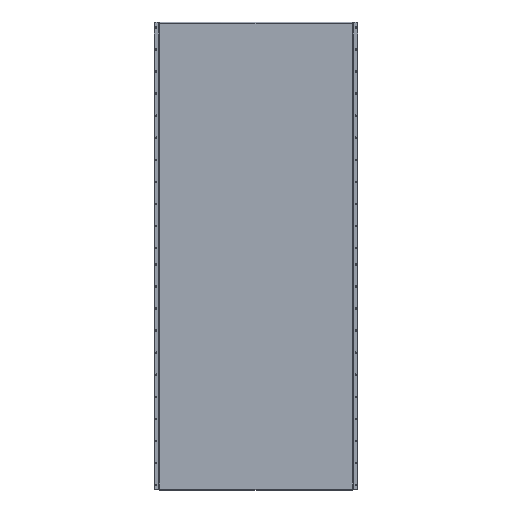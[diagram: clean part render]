
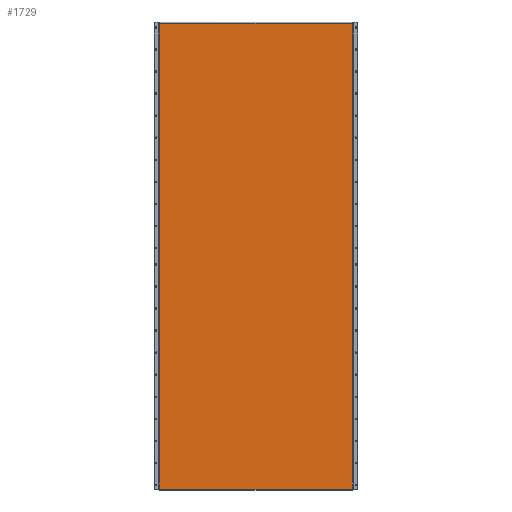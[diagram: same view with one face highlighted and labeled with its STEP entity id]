
A CAD part, front view. The second image highlights one B-rep face of the part: STEP entity #1729.
In plain terms, the highlighted planar face has unit normal (0, -1, 0).
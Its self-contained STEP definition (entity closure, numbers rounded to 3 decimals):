
#547 = DIRECTION ( 'NONE',  ( 0., -1., 0. ) ) ;
#573 = VERTEX_POINT ( 'NONE', #5272 ) ;
#629 = EDGE_LOOP ( 'NONE', ( #869, #1123, #1361, #991 ) ) ;
#869 = ORIENTED_EDGE ( 'NONE', *, *, #1454, .F. ) ;
#991 = ORIENTED_EDGE ( 'NONE', *, *, #1666, .T. ) ;
#1123 = ORIENTED_EDGE ( 'NONE', *, *, #1516, .F. ) ;
#1177 = VERTEX_POINT ( 'NONE', #3813 ) ;
#1361 = ORIENTED_EDGE ( 'NONE', *, *, #1533, .T. ) ;
#1454 = EDGE_CURVE ( 'NONE', #3105, #573, #2512, .T. ) ;
#1516 = EDGE_CURVE ( 'NONE', #1177, #3105, #2495, .T. ) ;
#1533 = EDGE_CURVE ( 'NONE', #1177, #2635, #2478, .T. ) ;
#1666 = EDGE_CURVE ( 'NONE', #2635, #573, #2333, .T. ) ;
#1729 = ADVANCED_FACE ( 'NONE', ( #2298 ), #5276, .T. ) ;
#2298 = FACE_OUTER_BOUND ( 'NONE', #629, .T. ) ;
#2331 = VECTOR ( 'NONE', #4946, 1000. ) ;
#2333 = LINE ( 'NONE', #4040, #2331 ) ;
#2470 = VECTOR ( 'NONE', #2654, 1000. ) ;
#2478 = LINE ( 'NONE', #5195, #2470 ) ;
#2488 = VECTOR ( 'NONE', #2925, 1000. ) ;
#2495 = LINE ( 'NONE', #4024, #2488 ) ;
#2499 = VECTOR ( 'NONE', #4464, 1000. ) ;
#2512 = LINE ( 'NONE', #4026, #2499 ) ;
#2572 = AXIS2_PLACEMENT_3D ( 'NONE', #5362, #547, #5251 ) ;
#2635 = VERTEX_POINT ( 'NONE', #3180 ) ;
#2654 = DIRECTION ( 'NONE',  ( -1., 0., 0. ) ) ;
#2925 = DIRECTION ( 'NONE',  ( 0., 0., -1. ) ) ;
#3105 = VERTEX_POINT ( 'NONE', #4879 ) ;
#3180 = CARTESIAN_POINT ( 'NONE',  ( 4.5, 0., 2112. ) ) ;
#3813 = CARTESIAN_POINT ( 'NONE',  ( 876.5, 0., 2112. ) ) ;
#4024 = CARTESIAN_POINT ( 'NONE',  ( 876.5, 0., 2112. ) ) ;
#4026 = CARTESIAN_POINT ( 'NONE',  ( 0., 0., 0. ) ) ;
#4040 = CARTESIAN_POINT ( 'NONE',  ( 4.5, 0., 2112. ) ) ;
#4464 = DIRECTION ( 'NONE',  ( -1., 0., 0. ) ) ;
#4879 = CARTESIAN_POINT ( 'NONE',  ( 876.5, 0., 0. ) ) ;
#4946 = DIRECTION ( 'NONE',  ( 0., 0., -1. ) ) ;
#5195 = CARTESIAN_POINT ( 'NONE',  ( 0., 0., 2112. ) ) ;
#5251 = DIRECTION ( 'NONE',  ( 0., 0., -1. ) ) ;
#5272 = CARTESIAN_POINT ( 'NONE',  ( 4.5, 0., 0. ) ) ;
#5276 = PLANE ( 'NONE',  #2572 ) ;
#5362 = CARTESIAN_POINT ( 'NONE',  ( 0., 0., 2112. ) ) ;
